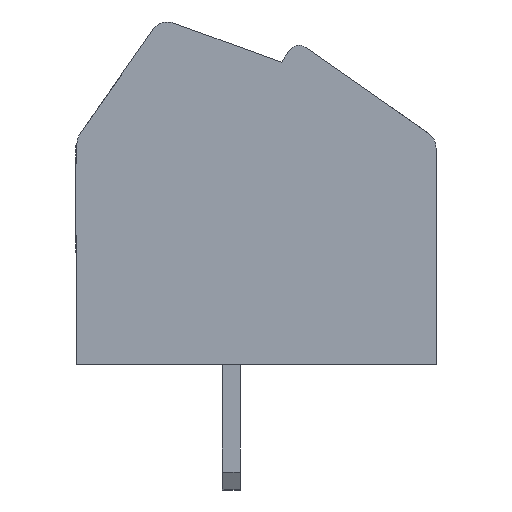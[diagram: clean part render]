
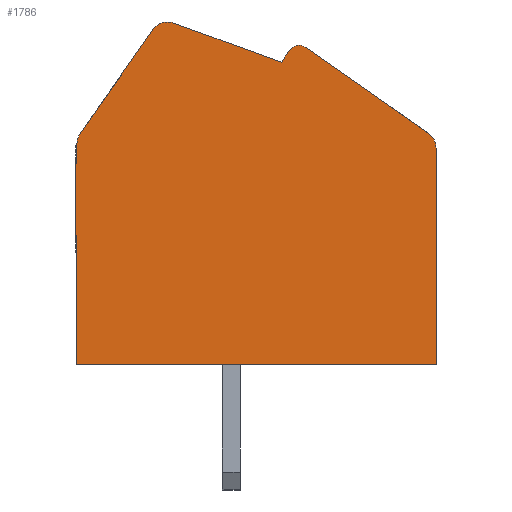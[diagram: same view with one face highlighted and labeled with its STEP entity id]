
A CAD part, left-side view. The second image highlights one B-rep face of the part: STEP entity #1786.
In plain terms, the highlighted planar face has unit normal (-1, 0, 0).
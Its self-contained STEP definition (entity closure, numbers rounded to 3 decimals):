
#1786=ADVANCED_FACE('',(#3568),#3569,.F.);
#3568=FACE_OUTER_BOUND('',#5524,.T.);
#3569=PLANE('',#5525);
#5524=EDGE_LOOP('',(#10502,#10503,#10504,#10505,#10506,#10507,#10508,#10509,#10510,#10511,#10512,#10513,#10514,#10515,#10516));
#5525=AXIS2_PLACEMENT_3D('',#10517,#10518,#10519);
#10502=ORIENTED_EDGE('',*,*,#12198,.F.);
#10503=ORIENTED_EDGE('',*,*,#12318,.T.);
#10504=ORIENTED_EDGE('',*,*,#12010,.T.);
#10505=ORIENTED_EDGE('',*,*,#11191,.T.);
#10506=ORIENTED_EDGE('',*,*,#10975,.T.);
#10507=ORIENTED_EDGE('',*,*,#11188,.F.);
#10508=ORIENTED_EDGE('',*,*,#12001,.T.);
#10509=ORIENTED_EDGE('',*,*,#12266,.F.);
#10510=ORIENTED_EDGE('',*,*,#12284,.T.);
#10511=ORIENTED_EDGE('',*,*,#12298,.F.);
#10512=ORIENTED_EDGE('',*,*,#12251,.F.);
#10513=ORIENTED_EDGE('',*,*,#12209,.T.);
#10514=ORIENTED_EDGE('',*,*,#12320,.F.);
#10515=ORIENTED_EDGE('',*,*,#12321,.F.);
#10516=ORIENTED_EDGE('',*,*,#12231,.F.);
#10517=CARTESIAN_POINT('',(0.0,10.937,-6.311));
#10518=DIRECTION('',(1.0,0.0,0.0));
#10519=DIRECTION('',(0.0,1.0,0.0));
#10975=EDGE_CURVE('',#12993,#12991,#12994,.T.);
#11188=EDGE_CURVE('',#13414,#12991,#13416,.T.);
#11191=EDGE_CURVE('',#13418,#12993,#13420,.T.);
#12001=EDGE_CURVE('',#13414,#14521,#14523,.T.);
#12010=EDGE_CURVE('',#14538,#13418,#14539,.T.);
#12198=EDGE_CURVE('',#14801,#14799,#14803,.T.);
#12209=EDGE_CURVE('',#14816,#14814,#14817,.T.);
#12231=EDGE_CURVE('',#14799,#14848,#14850,.T.);
#12251=EDGE_CURVE('',#14816,#14877,#14878,.T.);
#12266=EDGE_CURVE('',#14895,#14521,#14897,.T.);
#12284=EDGE_CURVE('',#14895,#14919,#14921,.T.);
#12298=EDGE_CURVE('',#14877,#14919,#14936,.T.);
#12318=EDGE_CURVE('',#14801,#14538,#14956,.T.);
#12320=EDGE_CURVE('',#14958,#14814,#14959,.T.);
#12321=EDGE_CURVE('',#14848,#14958,#14960,.T.);
#12991=VERTEX_POINT('',#16007);
#12993=VERTEX_POINT('',#16009);
#12994=LINE('',#16010,#16011);
#13414=VERTEX_POINT('',#16671);
#13416=LINE('',#16673,#16674);
#13418=VERTEX_POINT('',#16676);
#13420=LINE('',#16678,#16679);
#14521=VERTEX_POINT('',#18642);
#14523=LINE('',#18645,#18646);
#14538=VERTEX_POINT('',#18668);
#14539=LINE('',#18669,#18670);
#14799=VERTEX_POINT('',#19071);
#14801=VERTEX_POINT('',#19074);
#14803=LINE('',#19077,#19078);
#14814=VERTEX_POINT('',#19091);
#14816=VERTEX_POINT('',#19094);
#14817=CIRCLE('',#19095,0.3);
#14848=VERTEX_POINT('',#19141);
#14850=CIRCLE('',#19144,0.5);
#14877=VERTEX_POINT('',#19182);
#14878=LINE('',#19183,#19184);
#14895=VERTEX_POINT('',#19208);
#14897=LINE('',#19211,#19212);
#14919=VERTEX_POINT('',#19255);
#14921=LINE('',#19258,#19259);
#14936=CIRCLE('',#19282,0.5);
#14956=CIRCLE('',#19309,0.5);
#14958=VERTEX_POINT('',#19311);
#14959=LINE('',#19312,#19313);
#14960=LINE('',#19314,#19315);
#16007=CARTESIAN_POINT('',(0.0,10.03,3.6));
#16009=CARTESIAN_POINT('',(0.0,10.03,5.6));
#16010=CARTESIAN_POINT('',(0.0,10.03,6.1));
#16011=VECTOR('',#19793,1.0);
#16671=CARTESIAN_POINT('',(0.0,10.,3.6));
#16673=CARTESIAN_POINT('',(0.0,10.,3.6));
#16674=VECTOR('',#20007,1.0);
#16676=CARTESIAN_POINT('',(0.0,10.,5.6));
#16678=CARTESIAN_POINT('',(0.0,10.,5.6));
#16679=VECTOR('',#20011,1.0);
#18642=CARTESIAN_POINT('',(0.0,10.,0.0));
#18645=CARTESIAN_POINT('',(0.0,10.,-6.311));
#18646=VECTOR('',#20527,1.0);
#18668=CARTESIAN_POINT('',(0.0,10.,6.142));
#18669=CARTESIAN_POINT('',(0.0,10.,-6.311));
#18670=VECTOR('',#20535,1.0);
#19071=CARTESIAN_POINT('',(0.0,7.886,9.32));
#19074=CARTESIAN_POINT('',(0.0,9.91,6.429));
#19077=CARTESIAN_POINT('',(0.0,18.83,-6.311));
#19078=VECTOR('',#20685,1.0);
#19091=CARTESIAN_POINT('',(0.0,4.065,8.761));
#19094=CARTESIAN_POINT('',(0.0,3.647,8.835));
#19095=AXIS2_PLACEMENT_3D('',#20701,#20702,#20703);
#19141=CARTESIAN_POINT('',(0.0,7.305,9.503));
#19144=AXIS2_PLACEMENT_3D('',#20720,#20721,#20722);
#19182=CARTESIAN_POINT('',(0.0,0.213,6.43));
#19183=CARTESIAN_POINT('',(0.0,3.893,9.007));
#19184=VECTOR('',#20740,1.0);
#19208=CARTESIAN_POINT('',(0.0,0.0,0.0));
#19211=CARTESIAN_POINT('',(0.0,0.0,0.));
#19212=VECTOR('',#20752,1.0);
#19255=CARTESIAN_POINT('',(0.0,0.0,6.02));
#19258=CARTESIAN_POINT('',(0.0,0.0,-6.311));
#19259=VECTOR('',#20763,1.0);
#19282=AXIS2_PLACEMENT_3D('',#20772,#20773,#20774);
#19309=AXIS2_PLACEMENT_3D('',#20782,#20783,#20784);
#19311=CARTESIAN_POINT('',(0.0,4.309,8.412));
#19312=CARTESIAN_POINT('',(0.0,4.309,8.412));
#19313=VECTOR('',#20785,1.0);
#19314=CARTESIAN_POINT('',(0.0,7.666,9.634));
#19315=VECTOR('',#20786,1.0);
#19793=DIRECTION('',(0.0,0.,-1.0));
#20007=DIRECTION('',(0.0,1.0,0.));
#20011=DIRECTION('',(0.0,1.0,0.));
#20527=DIRECTION('',(0.0,0.,-1.0));
#20535=DIRECTION('',(0.0,0.,-1.0));
#20685=DIRECTION('',(0.0,-0.574,0.819));
#20701=CARTESIAN_POINT('',(0.0,3.819,8.589));
#20702=DIRECTION('',(-1.0,0.0,0.0));
#20703=DIRECTION('',(0.0,-1.0,0.0));
#20720=CARTESIAN_POINT('',(0.0,7.476,9.033));
#20721=DIRECTION('',(1.0,0.0,0.0));
#20722=DIRECTION('',(0.0,1.0,0.0));
#20740=DIRECTION('',(0.0,-0.819,-0.574));
#20752=DIRECTION('',(0.0,1.0,0.));
#20763=DIRECTION('',(0.0,0.0,1.0));
#20772=CARTESIAN_POINT('',(0.0,0.5,6.02));
#20773=DIRECTION('',(1.0,0.0,0.0));
#20774=DIRECTION('',(0.0,1.0,0.0));
#20782=CARTESIAN_POINT('',(0.0,9.5,6.142));
#20783=DIRECTION('',(-1.0,0.0,0.0));
#20784=DIRECTION('',(0.0,-1.0,0.0));
#20785=DIRECTION('',(0.0,-0.574,0.819));
#20786=DIRECTION('',(0.0,-0.94,-0.342));
